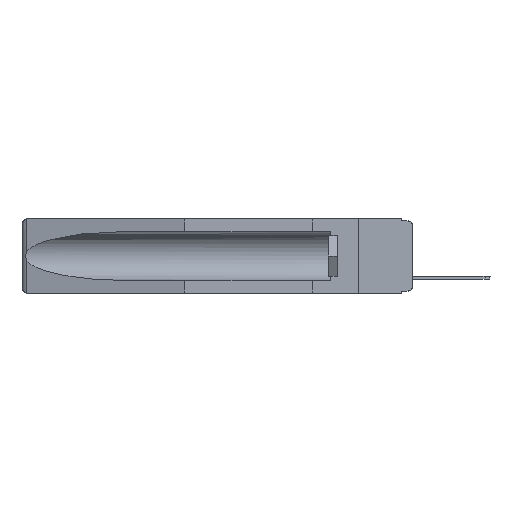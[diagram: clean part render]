
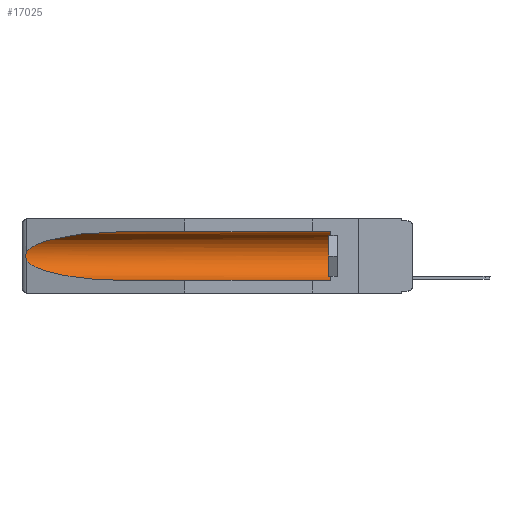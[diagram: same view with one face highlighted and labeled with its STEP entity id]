
A CAD part, left-side view. The second image highlights one B-rep face of the part: STEP entity #17025.
In plain terms, the highlighted cylindrical face has radius 2.857 mm (diameter 5.715 mm), a partial arc.
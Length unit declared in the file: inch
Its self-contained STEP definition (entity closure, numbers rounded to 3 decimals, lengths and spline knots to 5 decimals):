
#105 =( BOUNDED_CURVE ( )  B_SPLINE_CURVE ( 3, ( #16655, #4770, #15741, #10149 ),
 .UNSPECIFIED., .F., .T. ) 
 B_SPLINE_CURVE_WITH_KNOTS ( ( 4, 4 ),
 ( 4.71239, 6.08839 ),
 .UNSPECIFIED. ) 
 CURVE ( )  GEOMETRIC_REPRESENTATION_ITEM ( )  RATIONAL_B_SPLINE_CURVE ( ( 1., 0.848, 0.848, 1. ) ) 
 REPRESENTATION_ITEM ( '' )  );
#232 = EDGE_CURVE ( 'NONE', #7798, #9755, #560, .T. ) ;
#395 = CARTESIAN_POINT ( 'NONE',  ( 0.155, 0.126, -0.284 ) ) ;
#560 = CIRCLE ( 'NONE', #10264, 0.1125 ) ;
#659 = CARTESIAN_POINT ( 'NONE',  ( 0.2675, 1.53308, -0.16763 ) ) ;
#734 = CARTESIAN_POINT ( 'NONE',  ( 0.2673, 1.53269, -0.17917 ) ) ;
#1806 = CARTESIAN_POINT ( 'NONE',  ( 0.21114, 1.30732, -0.284 ) ) ;
#2112 = CARTESIAN_POINT ( 'NONE',  ( 0.26537, 1.52718, -0.14972 ) ) ;
#2302 = CARTESIAN_POINT ( 'NONE',  ( 0.26597, 1.5296, -0.19026 ) ) ;
#2423 = DIRECTION ( 'NONE',  ( 0., 1., 0. ) ) ;
#2438 = EDGE_CURVE ( 'NONE', #14471, #9836, #11186, .T. ) ;
#2576 = CARTESIAN_POINT ( 'NONE',  ( 0.155, 0.126, -0.1715 ) ) ;
#2751 = ORIENTED_EDGE ( 'NONE', *, *, #232, .T. ) ;
#3163 = ORIENTED_EDGE ( 'NONE', *, *, #2438, .T. ) ;
#4158 = CARTESIAN_POINT ( 'NONE',  ( 0.155, 1.07973, -0.284 ) ) ;
#4213 = VERTEX_POINT ( 'NONE', #9651 ) ;
#4252 = ORIENTED_EDGE ( 'NONE', *, *, #14149, .F. ) ;
#4620 = CARTESIAN_POINT ( 'NONE',  ( 0.26537, 1.52718, -0.19328 ) ) ;
#4770 = CARTESIAN_POINT ( 'NONE',  ( 0.21114, 1.30732, -0.059 ) ) ;
#4810 = CARTESIAN_POINT ( 'NONE',  ( 0.26597, 1.52961, -0.15275 ) ) ;
#5183 = LINE ( 'NONE', #15515, #12095 ) ;
#6558 = DIRECTION ( 'NONE',  ( 0., 0., 1. ) ) ;
#6972 = CARTESIAN_POINT ( 'NONE',  ( 0.26537, 1.52718, -0.19328 ) ) ;
#7171 = VECTOR ( 'NONE', #8992, 39.37008 ) ;
#7247 = CARTESIAN_POINT ( 'NONE',  ( 0.2675, 1.53308, -0.17534 ) ) ;
#7602 = CARTESIAN_POINT ( 'NONE',  ( 0.26655, 1.53094, -0.18657 ) ) ;
#7798 = VERTEX_POINT ( 'NONE', #395 ) ;
#7839 = EDGE_CURVE ( 'NONE', #4213, #14471, #8400, .T. ) ;
#8029 = CARTESIAN_POINT ( 'NONE',  ( 0.155, -0.30754, -0.1715 ) ) ;
#8400 = B_SPLINE_CURVE_WITH_KNOTS ( 'NONE', 3,
 ( #2112, #4810, #9932, #15299, #659, #7247, #734, #7602, #2302, #4620 ),
 .UNSPECIFIED., .F., .F.,
 ( 4, 2, 2, 2, 4 ),
 ( 0., 0.00029, 0.00058, 0.00087, 0.00117 ),
 .UNSPECIFIED. ) ;
#8654 = AXIS2_PLACEMENT_3D ( 'NONE', #8029, #10456, #15906 ) ;
#8815 = EDGE_CURVE ( 'NONE', #9755, #14649, #5183, .T. ) ;
#8907 = LINE ( 'NONE', #14069, #7171 ) ;
#8992 = DIRECTION ( 'NONE',  ( 0., 1., 0. ) ) ;
#9200 = ORIENTED_EDGE ( 'NONE', *, *, #15019, .T. ) ;
#9330 = CYLINDRICAL_SURFACE ( 'NONE', #8654, 0.1125 ) ;
#9651 = CARTESIAN_POINT ( 'NONE',  ( 0.26537, 1.52718, -0.14972 ) ) ;
#9755 = VERTEX_POINT ( 'NONE', #10351 ) ;
#9836 = VERTEX_POINT ( 'NONE', #4158 ) ;
#9932 = CARTESIAN_POINT ( 'NONE',  ( 0.26654, 1.53092, -0.15636 ) ) ;
#10149 = CARTESIAN_POINT ( 'NONE',  ( 0.26537, 1.52718, -0.14972 ) ) ;
#10264 = AXIS2_PLACEMENT_3D ( 'NONE', #2576, #17055, #6558 ) ;
#10351 = CARTESIAN_POINT ( 'NONE',  ( 0.155, 0.126, -0.059 ) ) ;
#10456 = DIRECTION ( 'NONE',  ( 0., 1., 0. ) ) ;
#11186 =( BOUNDED_CURVE ( )  B_SPLINE_CURVE ( 3, ( #16634, #11335, #1806, #15141 ),
 .UNSPECIFIED., .F., .T. ) 
 B_SPLINE_CURVE_WITH_KNOTS ( ( 4, 4 ),
 ( 0.1948, 1.5708 ),
 .UNSPECIFIED. ) 
 CURVE ( )  GEOMETRIC_REPRESENTATION_ITEM ( )  RATIONAL_B_SPLINE_CURVE ( ( 1., 0.848, 0.848, 1. ) ) 
 REPRESENTATION_ITEM ( '' )  );
#11335 = CARTESIAN_POINT ( 'NONE',  ( 0.25451, 1.48313, -0.24835 ) ) ;
#11926 = EDGE_LOOP ( 'NONE', ( #9200, #12329, #3163, #4252, #2751, #16160 ) ) ;
#12095 = VECTOR ( 'NONE', #2423, 39.37008 ) ;
#12329 = ORIENTED_EDGE ( 'NONE', *, *, #7839, .T. ) ;
#13392 = FACE_OUTER_BOUND ( 'NONE', #11926, .T. ) ;
#14045 = CARTESIAN_POINT ( 'NONE',  ( 0.155, 1.07973, -0.059 ) ) ;
#14069 = CARTESIAN_POINT ( 'NONE',  ( 0.155, -0.30754, -0.284 ) ) ;
#14149 = EDGE_CURVE ( 'NONE', #7798, #9836, #8907, .T. ) ;
#14471 = VERTEX_POINT ( 'NONE', #6972 ) ;
#14649 = VERTEX_POINT ( 'NONE', #14045 ) ;
#15019 = EDGE_CURVE ( 'NONE', #14649, #4213, #105, .T. ) ;
#15141 = CARTESIAN_POINT ( 'NONE',  ( 0.155, 1.07973, -0.284 ) ) ;
#15299 = CARTESIAN_POINT ( 'NONE',  ( 0.2673, 1.5327, -0.16383 ) ) ;
#15515 = CARTESIAN_POINT ( 'NONE',  ( 0.155, -0.30754, -0.059 ) ) ;
#15741 = CARTESIAN_POINT ( 'NONE',  ( 0.25451, 1.48313, -0.09465 ) ) ;
#15906 = DIRECTION ( 'NONE',  ( 0., 0., 1. ) ) ;
#16160 = ORIENTED_EDGE ( 'NONE', *, *, #8815, .T. ) ;
#16634 = CARTESIAN_POINT ( 'NONE',  ( 0.26537, 1.52718, -0.19328 ) ) ;
#16655 = CARTESIAN_POINT ( 'NONE',  ( 0.155, 1.07973, -0.059 ) ) ;
#17025 = ADVANCED_FACE ( 'NONE', ( #13392 ), #9330, .F. ) ;
#17055 = DIRECTION ( 'NONE',  ( 0., -1., 0. ) ) ;
